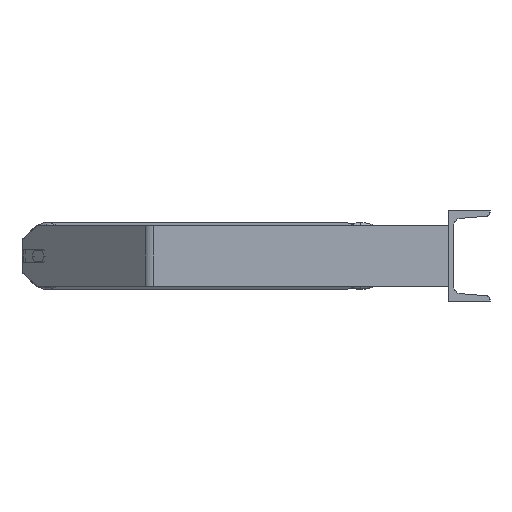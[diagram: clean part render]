
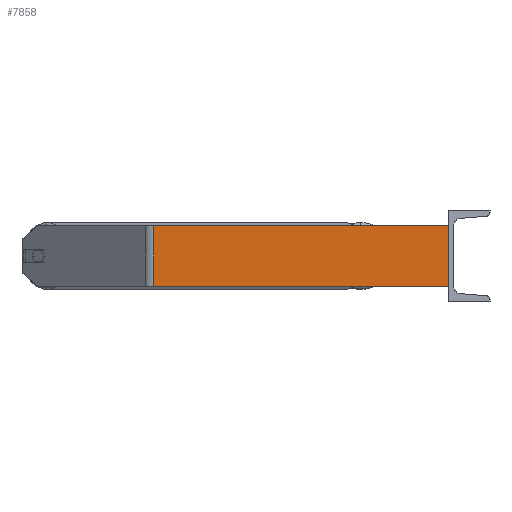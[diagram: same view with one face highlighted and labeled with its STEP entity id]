
A CAD part, left-side view. The second image highlights one B-rep face of the part: STEP entity #7858.
In plain terms, the highlighted planar face has unit normal (-1, 0, 0).
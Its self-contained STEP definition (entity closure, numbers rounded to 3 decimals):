
#321 = EDGE_LOOP ( 'NONE', ( #786, #6356, #840, #4811 ) ) ;
#597 = EDGE_CURVE ( 'NONE', #631, #2970, #8149, .T. ) ;
#631 = VERTEX_POINT ( 'NONE', #1074 ) ;
#655 = LINE ( 'NONE', #3581, #5524 ) ;
#786 = ORIENTED_EDGE ( 'NONE', *, *, #6950, .T. ) ;
#790 = DIRECTION ( 'NONE',  ( 0., -1., 0. ) ) ;
#840 = ORIENTED_EDGE ( 'NONE', *, *, #2808, .F. ) ;
#1074 = CARTESIAN_POINT ( 'NONE',  ( -885., 392.315, 40. ) ) ;
#1113 = CARTESIAN_POINT ( 'NONE',  ( -885., 0., 40. ) ) ;
#1154 = CARTESIAN_POINT ( 'NONE',  ( -885., 0., -40. ) ) ;
#1795 = DIRECTION ( 'NONE',  ( 0., 0., -1. ) ) ;
#1935 = CARTESIAN_POINT ( 'NONE',  ( -885., 392.315, 40. ) ) ;
#2162 = VECTOR ( 'NONE', #1795, 1000. ) ;
#2165 = DIRECTION ( 'NONE',  ( 0., 0., -1. ) ) ;
#2386 = CARTESIAN_POINT ( 'NONE',  ( -885., 398.942, 40. ) ) ;
#2785 = VECTOR ( 'NONE', #3616, 1000. ) ;
#2808 = EDGE_CURVE ( 'NONE', #631, #7244, #5811, .T. ) ;
#2970 = VERTEX_POINT ( 'NONE', #3690 ) ;
#3360 = EDGE_CURVE ( 'NONE', #7244, #6308, #655, .T. ) ;
#3578 = FACE_OUTER_BOUND ( 'NONE', #321, .T. ) ;
#3581 = CARTESIAN_POINT ( 'NONE',  ( -885., 0., 40. ) ) ;
#3616 = DIRECTION ( 'NONE',  ( 0., -1., 0. ) ) ;
#3690 = CARTESIAN_POINT ( 'NONE',  ( -885., 392.315, -40. ) ) ;
#4025 = AXIS2_PLACEMENT_3D ( 'NONE', #6328, #7110, #5776 ) ;
#4811 = ORIENTED_EDGE ( 'NONE', *, *, #597, .T. ) ;
#4815 = LINE ( 'NONE', #8330, #7770 ) ;
#5524 = VECTOR ( 'NONE', #2165, 1000. ) ;
#5776 = DIRECTION ( 'NONE',  ( 0., 1., 0. ) ) ;
#5811 = LINE ( 'NONE', #2386, #2785 ) ;
#6308 = VERTEX_POINT ( 'NONE', #1154 ) ;
#6328 = CARTESIAN_POINT ( 'NONE',  ( -885., 398.942, 40. ) ) ;
#6356 = ORIENTED_EDGE ( 'NONE', *, *, #3360, .F. ) ;
#6950 = EDGE_CURVE ( 'NONE', #2970, #6308, #4815, .T. ) ;
#7110 = DIRECTION ( 'NONE',  ( 1., 0., 0. ) ) ;
#7244 = VERTEX_POINT ( 'NONE', #1113 ) ;
#7737 = PLANE ( 'NONE',  #4025 ) ;
#7770 = VECTOR ( 'NONE', #790, 1000. ) ;
#7858 = ADVANCED_FACE ( 'NONE', ( #3578 ), #7737, .F. ) ;
#8149 = LINE ( 'NONE', #1935, #2162 ) ;
#8330 = CARTESIAN_POINT ( 'NONE',  ( -885., 398.942, -40. ) ) ;
